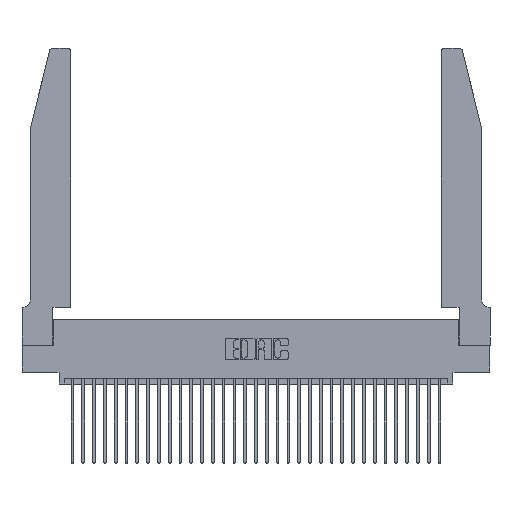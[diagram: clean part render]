
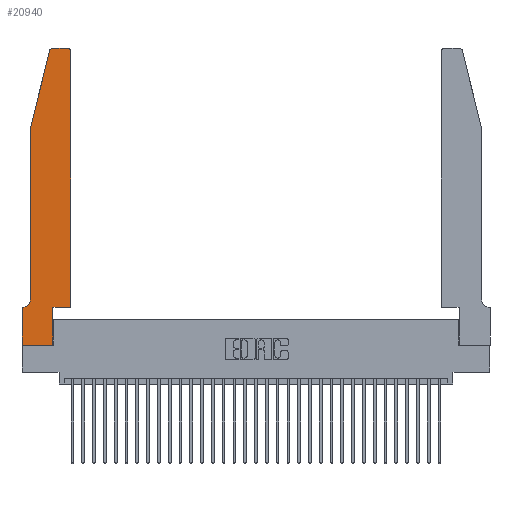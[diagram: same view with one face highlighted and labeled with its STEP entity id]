
A CAD part, top view. The second image highlights one B-rep face of the part: STEP entity #20940.
In plain terms, the highlighted planar face has unit normal (0, 0, 1).
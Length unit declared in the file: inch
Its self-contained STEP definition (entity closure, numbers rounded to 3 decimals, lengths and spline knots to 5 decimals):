
#189 = CARTESIAN_POINT ( 'NONE',  ( 0., 0., 0.37 ) ) ;
#468 = VERTEX_POINT ( 'NONE', #32786 ) ;
#607 = EDGE_LOOP ( 'NONE', ( #4743, #7233, #1870, #2974, #12294, #14733, #14461, #9288, #6165, #19195, #15048, #30228 ) ) ;
#1628 = VECTOR ( 'NONE', #25198, 39.37008 ) ;
#1736 = VERTEX_POINT ( 'NONE', #15416 ) ;
#1870 = ORIENTED_EDGE ( 'NONE', *, *, #14124, .T. ) ;
#1955 = AXIS2_PLACEMENT_3D ( 'NONE', #9991, #27762, #12617 ) ;
#2974 = ORIENTED_EDGE ( 'NONE', *, *, #28438, .T. ) ;
#3449 = EDGE_CURVE ( 'NONE', #18124, #22315, #4273, .T. ) ;
#3453 = VECTOR ( 'NONE', #14538, 39.37008 ) ;
#3687 = DIRECTION ( 'NONE',  ( 0., 1., 0. ) ) ;
#3744 = DIRECTION ( 'NONE',  ( 1., 0., 0. ) ) ;
#4273 = LINE ( 'NONE', #6581, #3453 ) ;
#4578 = CARTESIAN_POINT ( 'NONE',  ( 0.4505, 0.35, 0.37 ) ) ;
#4743 = ORIENTED_EDGE ( 'NONE', *, *, #3449, .T. ) ;
#5420 = DIRECTION ( 'NONE',  ( 1., 0., 0. ) ) ;
#5928 = FACE_OUTER_BOUND ( 'NONE', #607, .T. ) ;
#6021 = CARTESIAN_POINT ( 'NONE',  ( 0.0755, 2., 0.37 ) ) ;
#6138 = DIRECTION ( 'NONE',  ( -0.239, -0.971, 0. ) ) ;
#6165 = ORIENTED_EDGE ( 'NONE', *, *, #31393, .T. ) ;
#6581 = CARTESIAN_POINT ( 'NONE',  ( 0.2605, 2.75, 0.37 ) ) ;
#6583 = VERTEX_POINT ( 'NONE', #8419 ) ;
#6830 = CARTESIAN_POINT ( 'NONE',  ( 0., 0., 0.37 ) ) ;
#7054 = LINE ( 'NONE', #189, #26693 ) ;
#7079 = CARTESIAN_POINT ( 'NONE',  ( 0.0055, 0.35, 0.37 ) ) ;
#7233 = ORIENTED_EDGE ( 'NONE', *, *, #17777, .T. ) ;
#7237 = DIRECTION ( 'NONE',  ( 0., 1., 0. ) ) ;
#7598 = VERTEX_POINT ( 'NONE', #6830 ) ;
#7769 = CARTESIAN_POINT ( 'NONE',  ( 0.4205, 2.72, 0.37 ) ) ;
#8419 = CARTESIAN_POINT ( 'NONE',  ( 0., 0.35, 0.37 ) ) ;
#8677 = CIRCLE ( 'NONE', #26661, 0.03 ) ;
#8961 = DIRECTION ( 'NONE',  ( 0., 0., 1. ) ) ;
#9277 = CARTESIAN_POINT ( 'NONE',  ( 0.2865, 0.35, 0.37 ) ) ;
#9288 = ORIENTED_EDGE ( 'NONE', *, *, #28063, .T. ) ;
#9393 = LINE ( 'NONE', #9277, #16308 ) ;
#9452 = CARTESIAN_POINT ( 'NONE',  ( 0.284, 2.75, 0.37 ) ) ;
#9582 = CARTESIAN_POINT ( 'NONE',  ( 0.0755, 0.42, 0.37 ) ) ;
#9959 = CARTESIAN_POINT ( 'NONE',  ( 0.0755, 2., 0.37 ) ) ;
#9991 = CARTESIAN_POINT ( 'NONE',  ( 0.0055, 0.42, 0.37 ) ) ;
#10240 = CARTESIAN_POINT ( 'NONE',  ( 0.0755, 2., 0.37 ) ) ;
#10478 = DIRECTION ( 'NONE',  ( 1., 0., 0. ) ) ;
#10688 = VERTEX_POINT ( 'NONE', #12614 ) ;
#10787 = VECTOR ( 'NONE', #30685, 39.37008 ) ;
#11612 = LINE ( 'NONE', #15631, #10787 ) ;
#12294 = ORIENTED_EDGE ( 'NONE', *, *, #29741, .T. ) ;
#12614 = CARTESIAN_POINT ( 'NONE',  ( 0.2865, 0., 0.37 ) ) ;
#12617 = DIRECTION ( 'NONE',  ( -1., 0., 0. ) ) ;
#13110 = VERTEX_POINT ( 'NONE', #9582 ) ;
#14124 = EDGE_CURVE ( 'NONE', #468, #27879, #20679, .T. ) ;
#14279 = PLANE ( 'NONE',  #22857 ) ;
#14461 = ORIENTED_EDGE ( 'NONE', *, *, #27354, .T. ) ;
#14538 = DIRECTION ( 'NONE',  ( -1., 0., 0. ) ) ;
#14705 = DIRECTION ( 'NONE',  ( 1., 0., 0. ) ) ;
#14733 = ORIENTED_EDGE ( 'NONE', *, *, #28593, .T. ) ;
#14907 = CIRCLE ( 'NONE', #28641, 0.03 ) ;
#15048 = ORIENTED_EDGE ( 'NONE', *, *, #15128, .T. ) ;
#15128 = EDGE_CURVE ( 'NONE', #29212, #1736, #32011, .T. ) ;
#15416 = CARTESIAN_POINT ( 'NONE',  ( 0.4505, 2.72, 0.37 ) ) ;
#15631 = CARTESIAN_POINT ( 'NONE',  ( 0.0755, 0.35, 0.37 ) ) ;
#16308 = VECTOR ( 'NONE', #3687, 39.37008 ) ;
#16572 = VERTEX_POINT ( 'NONE', #22275 ) ;
#17170 = CIRCLE ( 'NONE', #1955, 0.07 ) ;
#17777 = EDGE_CURVE ( 'NONE', #22315, #468, #14907, .T. ) ;
#17876 = VECTOR ( 'NONE', #7237, 39.37008 ) ;
#17924 = CARTESIAN_POINT ( 'NONE',  ( 0., 0., 0.37 ) ) ;
#18110 = CARTESIAN_POINT ( 'NONE',  ( 0.4205, 2.75, 0.37 ) ) ;
#18124 = VERTEX_POINT ( 'NONE', #18110 ) ;
#18136 = CARTESIAN_POINT ( 'NONE',  ( 0.4505, 0.35, 0.37 ) ) ;
#19195 = ORIENTED_EDGE ( 'NONE', *, *, #22319, .T. ) ;
#19397 = DIRECTION ( 'NONE',  ( 0., 0., 1. ) ) ;
#20679 = LINE ( 'NONE', #6021, #32417 ) ;
#20940 = ADVANCED_FACE ( 'NONE', ( #5928 ), #14279, .T. ) ;
#22275 = CARTESIAN_POINT ( 'NONE',  ( 0.2865, 0.35, 0.37 ) ) ;
#22315 = VERTEX_POINT ( 'NONE', #9452 ) ;
#22319 = EDGE_CURVE ( 'NONE', #16572, #29212, #29075, .T. ) ;
#22405 = VECTOR ( 'NONE', #14705, 39.37008 ) ;
#22857 = AXIS2_PLACEMENT_3D ( 'NONE', #26819, #19397, #3744 ) ;
#24281 = CARTESIAN_POINT ( 'NONE',  ( 0.284, 2.72, 0.37 ) ) ;
#24724 = CARTESIAN_POINT ( 'NONE',  ( 0.4505, 0.35, 0.37 ) ) ;
#24771 = VECTOR ( 'NONE', #28006, 39.37008 ) ;
#25198 = DIRECTION ( 'NONE',  ( 0., -1., 0. ) ) ;
#25688 = DIRECTION ( 'NONE',  ( 0., 0., 1. ) ) ;
#26661 = AXIS2_PLACEMENT_3D ( 'NONE', #7769, #25688, #10478 ) ;
#26693 = VECTOR ( 'NONE', #5420, 39.37008 ) ;
#26785 = DIRECTION ( 'NONE',  ( 1., 0., 0. ) ) ;
#26819 = CARTESIAN_POINT ( 'NONE',  ( 0., 0.35, 0.37 ) ) ;
#27020 = VERTEX_POINT ( 'NONE', #7079 ) ;
#27354 = EDGE_CURVE ( 'NONE', #6583, #7598, #31460, .T. ) ;
#27762 = DIRECTION ( 'NONE',  ( 0., 0., -1. ) ) ;
#27879 = VERTEX_POINT ( 'NONE', #10240 ) ;
#28006 = DIRECTION ( 'NONE',  ( 0., -1., 0. ) ) ;
#28063 = EDGE_CURVE ( 'NONE', #7598, #10688, #7054, .T. ) ;
#28438 = EDGE_CURVE ( 'NONE', #27879, #13110, #29036, .T. ) ;
#28593 = EDGE_CURVE ( 'NONE', #27020, #6583, #11612, .T. ) ;
#28641 = AXIS2_PLACEMENT_3D ( 'NONE', #24281, #8961, #26785 ) ;
#29036 = LINE ( 'NONE', #9959, #1628 ) ;
#29075 = LINE ( 'NONE', #24724, #22405 ) ;
#29212 = VERTEX_POINT ( 'NONE', #18136 ) ;
#29741 = EDGE_CURVE ( 'NONE', #13110, #27020, #17170, .T. ) ;
#30228 = ORIENTED_EDGE ( 'NONE', *, *, #33314, .T. ) ;
#30685 = DIRECTION ( 'NONE',  ( -1., 0., 0. ) ) ;
#31393 = EDGE_CURVE ( 'NONE', #10688, #16572, #9393, .T. ) ;
#31460 = LINE ( 'NONE', #17924, #24771 ) ;
#32011 = LINE ( 'NONE', #4578, #17876 ) ;
#32417 = VECTOR ( 'NONE', #6138, 39.37008 ) ;
#32786 = CARTESIAN_POINT ( 'NONE',  ( 0.25487, 2.72718, 0.37 ) ) ;
#33314 = EDGE_CURVE ( 'NONE', #1736, #18124, #8677, .T. ) ;
